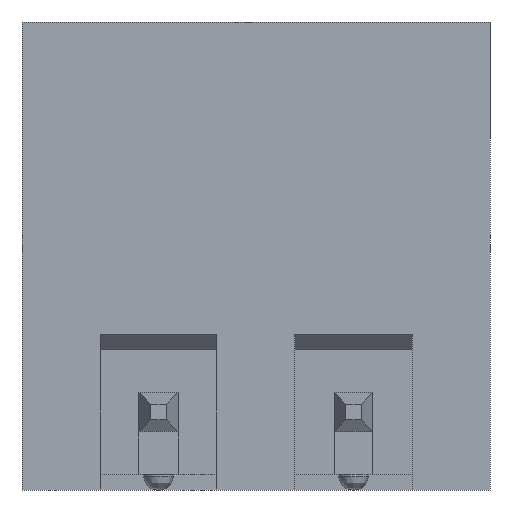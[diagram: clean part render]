
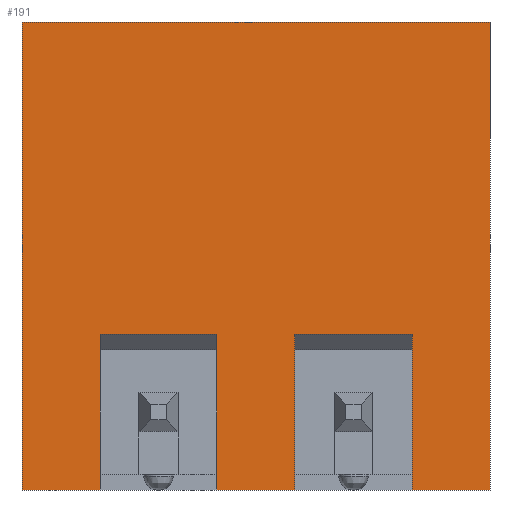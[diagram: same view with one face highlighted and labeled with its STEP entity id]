
A CAD part, front view. The second image highlights one B-rep face of the part: STEP entity #191.
In plain terms, the highlighted planar face has unit normal (0, -1, 0).
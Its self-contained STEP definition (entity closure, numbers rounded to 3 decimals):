
#191=ADVANCED_FACE('',(#436),#437,.T.);
#436=FACE_OUTER_BOUND('',#854,.T.);
#437=PLANE('',#855);
#854=EDGE_LOOP('',(#1762,#1763,#1764,#1765,#1766,#1767,#1768,#1769,#1770,#1771,#1772,#1773));
#855=AXIS2_PLACEMENT_3D('',#1774,#1775,#1776);
#1762=ORIENTED_EDGE('',*,*,#2324,.F.);
#1763=ORIENTED_EDGE('',*,*,#2316,.F.);
#1764=ORIENTED_EDGE('',*,*,#2341,.F.);
#1765=ORIENTED_EDGE('',*,*,#2302,.T.);
#1766=ORIENTED_EDGE('',*,*,#2305,.F.);
#1767=ORIENTED_EDGE('',*,*,#2144,.F.);
#1768=ORIENTED_EDGE('',*,*,#2342,.F.);
#1769=ORIENTED_EDGE('',*,*,#2338,.T.);
#1770=ORIENTED_EDGE('',*,*,#2340,.T.);
#1771=ORIENTED_EDGE('',*,*,#2335,.F.);
#1772=ORIENTED_EDGE('',*,*,#2343,.F.);
#1773=ORIENTED_EDGE('',*,*,#2139,.T.);
#1774=CARTESIAN_POINT('',(6.0,-4.25,-6.0));
#1775=DIRECTION('',(0.0,-1.0,0.0));
#1776=DIRECTION('',(0.0,0.0,-1.0));
#2139=EDGE_CURVE('',#2573,#2571,#2574,.T.);
#2144=EDGE_CURVE('',#2581,#2582,#2583,.T.);
#2302=EDGE_CURVE('',#2838,#2836,#2839,.T.);
#2305=EDGE_CURVE('',#2582,#2836,#2842,.F.);
#2316=EDGE_CURVE('',#2855,#2856,#2857,.T.);
#2324=EDGE_CURVE('',#2856,#2571,#2866,.F.);
#2335=EDGE_CURVE('',#2880,#2882,#2883,.T.);
#2338=EDGE_CURVE('',#2887,#2885,#2888,.T.);
#2340=EDGE_CURVE('',#2885,#2882,#2890,.T.);
#2341=EDGE_CURVE('',#2838,#2855,#2891,.T.);
#2342=EDGE_CURVE('',#2887,#2581,#2892,.T.);
#2343=EDGE_CURVE('',#2573,#2880,#2893,.T.);
#2571=VERTEX_POINT('',#3262);
#2573=VERTEX_POINT('',#3265);
#2574=LINE('',#3266,#3267);
#2581=VERTEX_POINT('',#3278);
#2582=VERTEX_POINT('',#3279);
#2583=LINE('',#3280,#3281);
#2836=VERTEX_POINT('',#3660);
#2838=VERTEX_POINT('',#3663);
#2839=LINE('',#3664,#3665);
#2842=LINE('',#3670,#3671);
#2855=VERTEX_POINT('',#3690);
#2856=VERTEX_POINT('',#3691);
#2857=LINE('',#3692,#3693);
#2866=LINE('',#3707,#3708);
#2880=VERTEX_POINT('',#3728);
#2882=VERTEX_POINT('',#3731);
#2883=LINE('',#3732,#3733);
#2885=VERTEX_POINT('',#3736);
#2887=VERTEX_POINT('',#3739);
#2888=LINE('',#3740,#3741);
#2890=LINE('',#3744,#3745);
#2891=LINE('',#3746,#3747);
#2892=LINE('',#3748,#3749);
#2893=LINE('',#3750,#3751);
#3262=CARTESIAN_POINT('',(-4.0,-4.25,-2.0));
#3265=CARTESIAN_POINT('',(-4.0,-4.25,-6.0));
#3266=CARTESIAN_POINT('',(-4.0,-4.25,-6.12));
#3267=VECTOR('',#4061,1000.0);
#3278=CARTESIAN_POINT('',(4.0,-4.25,-6.0));
#3279=CARTESIAN_POINT('',(4.0,-4.25,-2.0));
#3280=CARTESIAN_POINT('',(4.0,-4.25,-6.12));
#3281=VECTOR('',#4066,1000.0);
#3660=CARTESIAN_POINT('',(1.0,-4.25,-2.0));
#3663=CARTESIAN_POINT('',(1.0,-4.25,-6.0));
#3664=CARTESIAN_POINT('',(1.0,-4.25,-6.12));
#3665=VECTOR('',#4284,1000.0);
#3670=CARTESIAN_POINT('',(1.0,-4.25,-2.0));
#3671=VECTOR('',#4287,1000.0);
#3690=CARTESIAN_POINT('',(-1.0,-4.25,-6.0));
#3691=CARTESIAN_POINT('',(-1.0,-4.25,-2.0));
#3692=CARTESIAN_POINT('',(-1.0,-4.25,-6.12));
#3693=VECTOR('',#4306,1000.0);
#3707=CARTESIAN_POINT('',(-4.0,-4.25,-2.0));
#3708=VECTOR('',#4318,1000.0);
#3728=CARTESIAN_POINT('',(-6.0,-4.25,-6.0));
#3731=CARTESIAN_POINT('',(-6.0,-4.25,6.0));
#3732=CARTESIAN_POINT('',(-6.0,-4.25,-6.0));
#3733=VECTOR('',#4335,1000.0);
#3736=CARTESIAN_POINT('',(6.0,-4.25,6.0));
#3739=CARTESIAN_POINT('',(6.0,-4.25,-6.0));
#3740=CARTESIAN_POINT('',(6.0,-4.25,-6.0));
#3741=VECTOR('',#4338,1000.0);
#3744=CARTESIAN_POINT('',(6.0,-4.25,6.0));
#3745=VECTOR('',#4340,1000.0);
#3746=CARTESIAN_POINT('',(6.0,-4.25,-6.0));
#3747=VECTOR('',#4341,1000.0);
#3748=CARTESIAN_POINT('',(6.0,-4.25,-6.0));
#3749=VECTOR('',#4342,1000.0);
#3750=CARTESIAN_POINT('',(6.0,-4.25,-6.0));
#3751=VECTOR('',#4343,1000.0);
#4061=DIRECTION('',(0.0,0.0,1.0));
#4066=DIRECTION('',(0.0,0.0,1.0));
#4284=DIRECTION('',(0.0,0.0,1.0));
#4287=DIRECTION('',(1.0,0.,0.));
#4306=DIRECTION('',(0.0,0.0,1.0));
#4318=DIRECTION('',(1.0,0.,0.));
#4335=DIRECTION('',(0.0,0.0,1.0));
#4338=DIRECTION('',(0.0,0.0,1.0));
#4340=DIRECTION('',(-1.0,0.0,0.0));
#4341=DIRECTION('',(-1.0,0.0,0.0));
#4342=DIRECTION('',(-1.0,0.0,0.0));
#4343=DIRECTION('',(-1.0,0.0,0.0));
